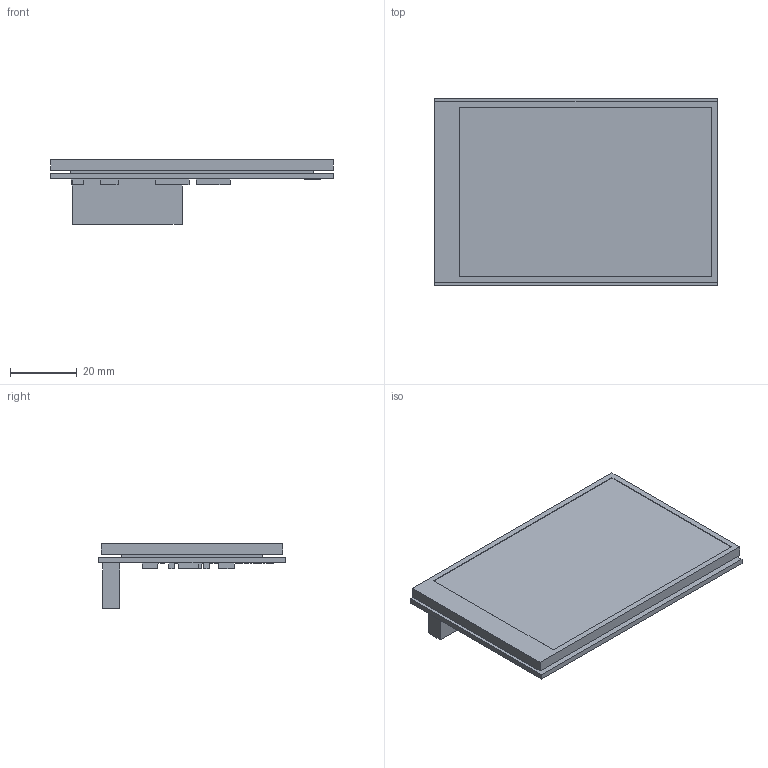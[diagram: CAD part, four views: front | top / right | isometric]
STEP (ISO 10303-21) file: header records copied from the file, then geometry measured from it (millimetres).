
FILE_DESCRIPTION (( 'STEP AP214' ), '1' );
FILE_NAME ('LCD3500-Waveshare-touch.STEP', '2018-05-10T21:00:28', ( '' ), ( '' ), 'SwSTEP 2.0', 'SolidWorks 2018', '' );
FILE_SCHEMA (( 'AUTOMOTIVE_DESIGN' ));
Length unit declared in the file: millimetre
Products named in the file (1): LCD3500-Waveshare-touch
Bounding box: 85 x 56 x 19.45 mm (x, y, z)
Volume: 26838.4 mm3; surface area: 17414.5 mm2
Topology: 1 solids, 1 shells, 389 faces, 981 edges, 654 vertices
Faces by surface type: plane 315, bspline 74
Entity records: 19500 total; most frequent: CARTESIAN_POINT 6755, ORIENTED_EDGE 1962, DIRECTION 1465, EDGE_CURVE 981, LINE 833, VECTOR 833, VERTEX_POINT 654, EDGE_LOOP 449
